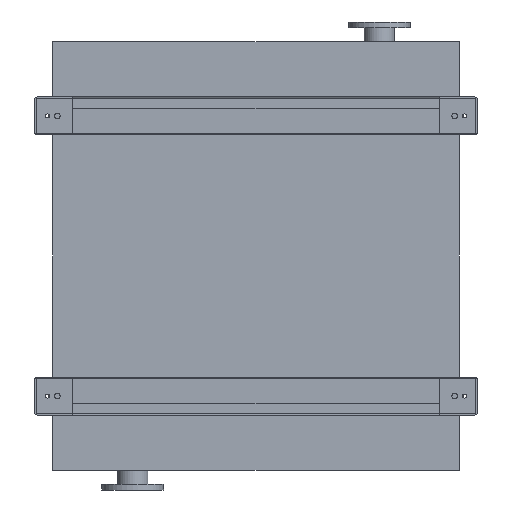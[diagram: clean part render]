
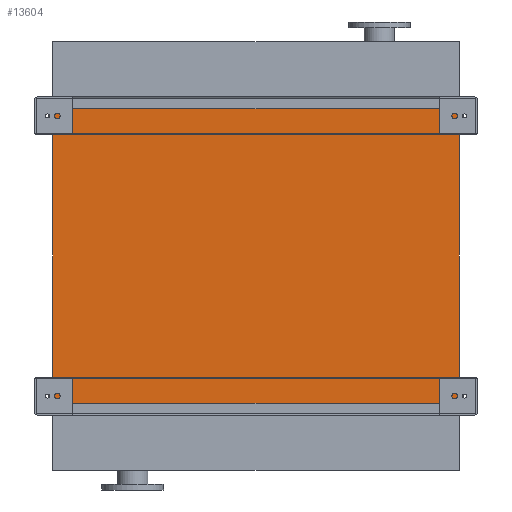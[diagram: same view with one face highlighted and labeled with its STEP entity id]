
A CAD part, front view. The second image highlights one B-rep face of the part: STEP entity #13604.
In plain terms, the highlighted planar face has unit normal (0, -1, 0).
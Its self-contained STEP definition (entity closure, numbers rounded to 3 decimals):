
#275 = CARTESIAN_POINT ( 'NONE',  ( -725., 0., -1050. ) ) ;
#526 = LINE ( 'NONE', #13770, #22955 ) ;
#765 = VECTOR ( 'NONE', #22894, 1000. ) ;
#1292 = AXIS2_PLACEMENT_3D ( 'NONE', #20211, #13135, #2431 ) ;
#1909 = VERTEX_POINT ( 'NONE', #17335 ) ;
#2431 = DIRECTION ( 'NONE',  ( 0., 0., -1. ) ) ;
#2895 = EDGE_CURVE ( 'NONE', #11037, #1909, #17348, .T. ) ;
#3399 = CARTESIAN_POINT ( 'NONE',  ( -725., 0., -1050. ) ) ;
#4556 = VERTEX_POINT ( 'NONE', #14889 ) ;
#4894 = ORIENTED_EDGE ( 'NONE', *, *, #2895, .F. ) ;
#5443 = ORIENTED_EDGE ( 'NONE', *, *, #9203, .T. ) ;
#7068 = VECTOR ( 'NONE', #19873, 1000. ) ;
#8742 = EDGE_CURVE ( 'NONE', #4556, #16139, #11330, .T. ) ;
#9027 = EDGE_CURVE ( 'NONE', #1909, #16139, #526, .T. ) ;
#9203 = EDGE_CURVE ( 'NONE', #11037, #4556, #19709, .T. ) ;
#9995 = FACE_OUTER_BOUND ( 'NONE', #16233, .T. ) ;
#10946 = CARTESIAN_POINT ( 'NONE',  ( 725., 0., -1050. ) ) ;
#11037 = VERTEX_POINT ( 'NONE', #275 ) ;
#11319 = PLANE ( 'NONE',  #1292 ) ;
#11330 = LINE ( 'NONE', #10946, #7068 ) ;
#11972 = VECTOR ( 'NONE', #17763, 1000. ) ;
#13135 = DIRECTION ( 'NONE',  ( 0., -1., 0. ) ) ;
#13604 = ADVANCED_FACE ( 'NONE', ( #9995 ), #11319, .T. ) ;
#13770 = CARTESIAN_POINT ( 'NONE',  ( -725., 0., 0. ) ) ;
#14109 = CARTESIAN_POINT ( 'NONE',  ( -725., 0., -1050. ) ) ;
#14889 = CARTESIAN_POINT ( 'NONE',  ( 725., 0., -1050. ) ) ;
#15598 = DIRECTION ( 'NONE',  ( 1., 0., 0. ) ) ;
#16139 = VERTEX_POINT ( 'NONE', #21572 ) ;
#16233 = EDGE_LOOP ( 'NONE', ( #18660, #4894, #5443, #19768 ) ) ;
#17335 = CARTESIAN_POINT ( 'NONE',  ( -725., 0., 0. ) ) ;
#17348 = LINE ( 'NONE', #3399, #11972 ) ;
#17763 = DIRECTION ( 'NONE',  ( 0., 0., 1. ) ) ;
#18660 = ORIENTED_EDGE ( 'NONE', *, *, #9027, .F. ) ;
#19709 = LINE ( 'NONE', #14109, #765 ) ;
#19768 = ORIENTED_EDGE ( 'NONE', *, *, #8742, .T. ) ;
#19873 = DIRECTION ( 'NONE',  ( 0., 0., 1. ) ) ;
#20211 = CARTESIAN_POINT ( 'NONE',  ( -725., 0., -1050. ) ) ;
#21572 = CARTESIAN_POINT ( 'NONE',  ( 725., 0., 0. ) ) ;
#22894 = DIRECTION ( 'NONE',  ( 1., 0., 0. ) ) ;
#22955 = VECTOR ( 'NONE', #15598, 1000. ) ;
